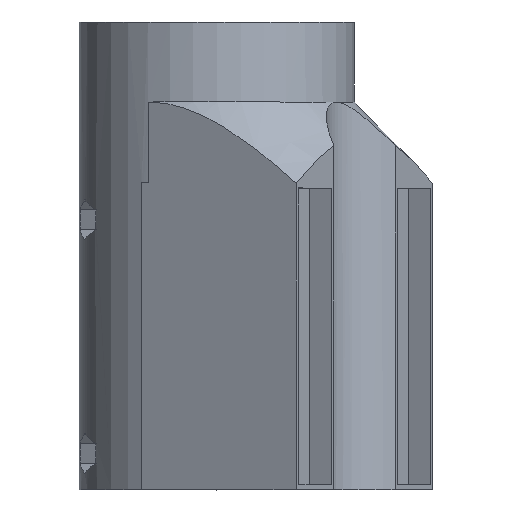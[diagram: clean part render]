
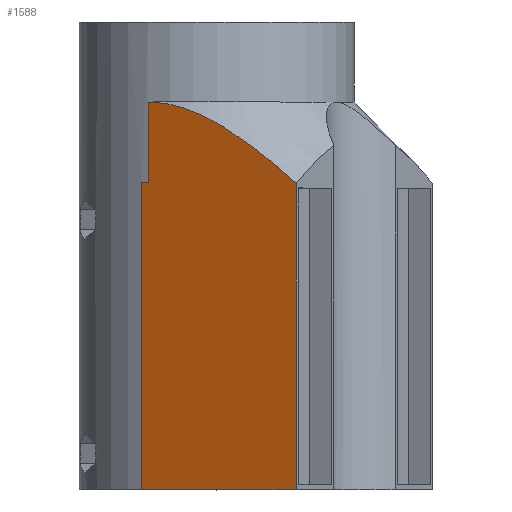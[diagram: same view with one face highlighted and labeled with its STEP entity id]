
A CAD part, top view. The second image highlights one B-rep face of the part: STEP entity #1588.
In plain terms, the highlighted planar face has unit normal (-0.496, 0, 0.868).
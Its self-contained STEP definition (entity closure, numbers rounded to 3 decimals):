
#93=(
BOUNDED_CURVE()
B_SPLINE_CURVE(2,(#2657,#2658,#2659),.UNSPECIFIED.,.F.,.F.)
B_SPLINE_CURVE_WITH_KNOTS((3,3),(12.479,21.169),
 .UNSPECIFIED.)
CURVE()
GEOMETRIC_REPRESENTATION_ITEM()
RATIONAL_B_SPLINE_CURVE((1.882,1.882,1.455))
REPRESENTATION_ITEM('')
);
#203=FACE_OUTER_BOUND('',#300,.T.);
#300=EDGE_LOOP('',(#1374,#1375,#1376,#1377,#1378,#1379,#1380,#1381,#1382));
#380=LINE('',#2627,#509);
#386=LINE('',#2694,#515);
#425=LINE('',#3034,#554);
#426=LINE('',#3036,#555);
#432=LINE('',#3049,#561);
#435=LINE('',#3054,#564);
#436=LINE('',#3056,#565);
#438=LINE('',#3059,#567);
#509=VECTOR('',#1971,23.5);
#515=VECTOR('',#1999,0.156);
#554=VECTOR('',#2098,9.5);
#555=VECTOR('',#2101,89.);
#561=VECTOR('',#2115,2.3);
#564=VECTOR('',#2120,2.3);
#565=VECTOR('',#2123,89.);
#567=VECTOR('',#2127,39.95);
#691=VERTEX_POINT('',#2625);
#692=VERTEX_POINT('',#2626);
#698=VERTEX_POINT('',#2638);
#704=VERTEX_POINT('',#2656);
#708=VERTEX_POINT('',#2693);
#741=VERTEX_POINT('',#3028);
#743=VERTEX_POINT('',#3032);
#746=VERTEX_POINT('',#3048);
#747=VERTEX_POINT('',#3052);
#882=EDGE_CURVE('',#691,#692,#380,.T.);
#895=EDGE_CURVE('',#692,#704,#93,.T.);
#901=EDGE_CURVE('',#708,#704,#386,.T.);
#957=EDGE_CURVE('',#741,#743,#425,.T.);
#958=EDGE_CURVE('',#708,#743,#426,.T.);
#964=EDGE_CURVE('',#698,#746,#432,.T.);
#967=EDGE_CURVE('',#691,#747,#435,.T.);
#968=EDGE_CURVE('',#746,#747,#436,.T.);
#970=EDGE_CURVE('',#741,#698,#438,.T.);
#1374=ORIENTED_EDGE('',*,*,#957,.T.);
#1375=ORIENTED_EDGE('',*,*,#958,.F.);
#1376=ORIENTED_EDGE('',*,*,#901,.T.);
#1377=ORIENTED_EDGE('',*,*,#895,.F.);
#1378=ORIENTED_EDGE('',*,*,#882,.F.);
#1379=ORIENTED_EDGE('',*,*,#967,.T.);
#1380=ORIENTED_EDGE('',*,*,#968,.F.);
#1381=ORIENTED_EDGE('',*,*,#964,.F.);
#1382=ORIENTED_EDGE('',*,*,#970,.F.);
#1519=PLANE('',#1729);
#1588=ADVANCED_FACE('',(#203),#1519,.T.);
#1729=AXIS2_PLACEMENT_3D('',#3060,#2128,#2129);
#1971=DIRECTION('',(0.,1.,0.));
#1999=DIRECTION('',(-0.868,0.,-0.496));
#2098=DIRECTION('',(0.868,0.,0.496));
#2101=DIRECTION('',(0.,-1.,0.));
#2115=DIRECTION('',(-0.868,0.,-0.496));
#2120=DIRECTION('',(-0.868,0.,-0.496));
#2123=DIRECTION('',(0.,1.,0.));
#2127=DIRECTION('',(-0.868,0.,-0.496));
#2128=DIRECTION('center_axis',(-0.496,0.,
0.868));
#2129=DIRECTION('ref_axis',(0.,1.,0.));
#2625=CARTESIAN_POINT('',(-19.823,89.,34.685));
#2626=CARTESIAN_POINT('',(-19.823,112.5,34.685));
#2627=CARTESIAN_POINT('',(-19.823,0.,34.685));
#2638=CARTESIAN_POINT('',(-19.823,0.,34.685));
#2656=CARTESIAN_POINT('',(22.974,89.,59.145));
#2657=CARTESIAN_POINT('Ctrl Pts',(-19.823,112.5,34.685));
#2658=CARTESIAN_POINT('Ctrl Pts',(-3.288,112.5,44.135));
#2659=CARTESIAN_POINT('Ctrl Pts',(22.974,89.,59.145));
#2693=CARTESIAN_POINT('',(23.11,89.,59.222));
#2694=CARTESIAN_POINT('',(14.862,89.,54.508));
#3028=CARTESIAN_POINT('',(14.862,0.,54.508));
#3032=CARTESIAN_POINT('',(23.11,0.,59.222));
#3034=CARTESIAN_POINT('',(14.862,0.,54.508));
#3036=CARTESIAN_POINT('',(23.11,89.,59.222));
#3048=CARTESIAN_POINT('',(-21.82,0.,33.544));
#3049=CARTESIAN_POINT('',(14.862,0.,54.508));
#3052=CARTESIAN_POINT('',(-21.82,89.,33.544));
#3054=CARTESIAN_POINT('',(14.862,89.,54.508));
#3056=CARTESIAN_POINT('',(-21.82,0.,33.544));
#3059=CARTESIAN_POINT('',(14.862,0.,54.508));
#3060=CARTESIAN_POINT('Origin',(14.862,0.,54.508));
